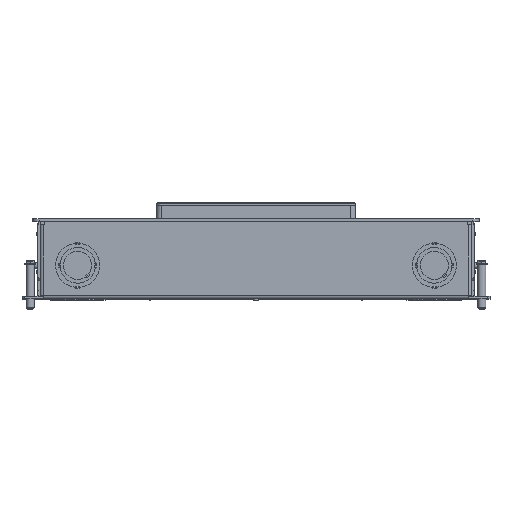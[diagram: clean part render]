
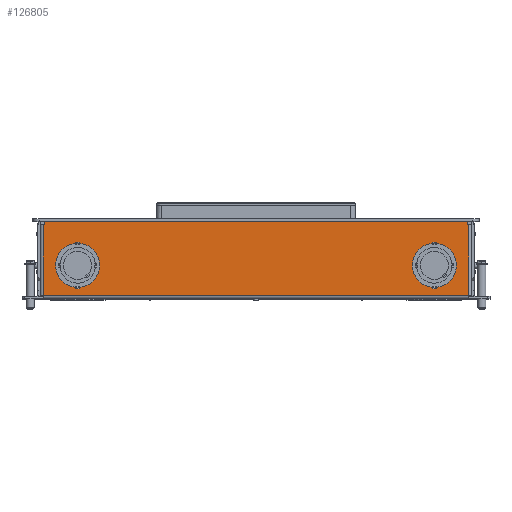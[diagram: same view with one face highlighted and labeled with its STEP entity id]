
A CAD part, top view. The second image highlights one B-rep face of the part: STEP entity #126805.
In plain terms, the highlighted planar face has unit normal (0, 0, 1).
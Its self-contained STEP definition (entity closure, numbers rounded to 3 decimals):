
#8073=FACE_BOUND('',#22871,.T.);
#8074=FACE_BOUND('',#22872,.T.);
#10142=PLANE('',#134549);
#15621=FACE_OUTER_BOUND('',#22870,.T.);
#22870=EDGE_LOOP('',(#102196,#102197,#102198,#102199,#102200,#102201,#102202,
#102203));
#22871=EDGE_LOOP('',(#102204,#102205,#102206,#102207,#102208,#102209,#102210,
#102211));
#22872=EDGE_LOOP('',(#102212,#102213,#102214,#102215,#102216,#102217,#102218,
#102219));
#30729=LINE('',#184678,#42974);
#31869=LINE('',#190621,#44114);
#31873=LINE('',#190626,#44118);
#31931=LINE('',#190943,#44176);
#31935=LINE('',#190957,#44180);
#32432=LINE('',#193884,#44677);
#32435=LINE('',#193888,#44680);
#32436=LINE('',#193892,#44681);
#32438=LINE('',#193898,#44683);
#32492=LINE('',#194186,#44737);
#32493=LINE('',#194189,#44738);
#32494=LINE('',#194190,#44739);
#42974=VECTOR('',#143686,0.394);
#44114=VECTOR('',#147464,0.394);
#44118=VECTOR('',#147470,0.394);
#44176=VECTOR('',#147744,0.394);
#44180=VECTOR('',#147764,0.394);
#44677=VECTOR('',#149491,0.394);
#44680=VECTOR('',#149496,0.394);
#44681=VECTOR('',#149501,0.394);
#44683=VECTOR('',#149511,0.394);
#44737=VECTOR('',#149763,0.394);
#44738=VECTOR('',#149766,0.394);
#44739=VECTOR('',#149767,0.394);
#52573=CIRCLE('',#133540,0.06);
#52574=CIRCLE('',#133542,0.688);
#52685=CIRCLE('',#133810,0.688);
#52686=CIRCLE('',#133812,0.06);
#52687=CIRCLE('',#133814,0.06);
#52688=CIRCLE('',#133816,0.06);
#52861=CIRCLE('',#134274,0.06);
#52862=CIRCLE('',#134276,0.688);
#52973=CIRCLE('',#134544,0.688);
#52974=CIRCLE('',#134546,0.06);
#52975=CIRCLE('',#134548,0.06);
#52976=CIRCLE('',#134550,0.06);
#56937=VERTEX_POINT('',#184675);
#56938=VERTEX_POINT('',#184677);
#56939=VERTEX_POINT('',#184681);
#58147=VERTEX_POINT('',#189686);
#58148=VERTEX_POINT('',#189695);
#58150=VERTEX_POINT('',#189705);
#58333=VERTEX_POINT('',#190619);
#58334=VERTEX_POINT('',#190620);
#58387=VERTEX_POINT('',#190876);
#58388=VERTEX_POINT('',#190878);
#58391=VERTEX_POINT('',#190892);
#58392=VERTEX_POINT('',#190903);
#58395=VERTEX_POINT('',#190920);
#58773=VERTEX_POINT('',#192955);
#58774=VERTEX_POINT('',#192957);
#58777=VERTEX_POINT('',#192975);
#58957=VERTEX_POINT('',#193882);
#58958=VERTEX_POINT('',#193883);
#58959=VERTEX_POINT('',#193890);
#59012=VERTEX_POINT('',#194143);
#59013=VERTEX_POINT('',#194145);
#59016=VERTEX_POINT('',#194159);
#59017=VERTEX_POINT('',#194170);
#59019=VERTEX_POINT('',#194187);
#71253=EDGE_CURVE('',#56937,#56938,#30729,.T.);
#73098=EDGE_CURVE('',#58147,#58148,#52573,.T.);
#73102=EDGE_CURVE('',#58148,#58150,#52574,.T.);
#73401=EDGE_CURVE('',#58333,#58334,#31869,.T.);
#73405=EDGE_CURVE('',#56938,#58333,#31873,.T.);
#73506=EDGE_CURVE('',#58387,#58388,#52685,.T.);
#73510=EDGE_CURVE('',#58150,#58391,#52686,.T.);
#73513=EDGE_CURVE('',#58392,#58387,#52687,.T.);
#73517=EDGE_CURVE('',#58388,#58395,#52688,.T.);
#73522=EDGE_CURVE('',#58392,#58391,#31931,.T.);
#73529=EDGE_CURVE('',#58395,#58147,#31935,.T.);
#74191=EDGE_CURVE('',#58774,#58773,#52861,.T.);
#74196=EDGE_CURVE('',#58773,#58777,#52862,.T.);
#74491=EDGE_CURVE('',#58957,#58958,#32432,.T.);
#74494=EDGE_CURVE('',#56939,#58957,#32435,.T.);
#74496=EDGE_CURVE('',#56937,#58959,#32436,.T.);
#74499=EDGE_CURVE('',#58959,#56939,#32438,.T.);
#74598=EDGE_CURVE('',#59013,#59012,#52973,.T.);
#74603=EDGE_CURVE('',#58777,#59016,#52974,.T.);
#74606=EDGE_CURVE('',#59017,#59013,#52975,.T.);
#74607=EDGE_CURVE('',#58334,#58958,#32492,.T.);
#74608=EDGE_CURVE('',#59012,#59019,#52976,.T.);
#74609=EDGE_CURVE('',#59019,#58774,#32493,.T.);
#74610=EDGE_CURVE('',#59017,#59016,#32494,.T.);
#102196=ORIENTED_EDGE('',*,*,#74494,.T.);
#102197=ORIENTED_EDGE('',*,*,#74491,.T.);
#102198=ORIENTED_EDGE('',*,*,#74607,.F.);
#102199=ORIENTED_EDGE('',*,*,#73401,.F.);
#102200=ORIENTED_EDGE('',*,*,#73405,.F.);
#102201=ORIENTED_EDGE('',*,*,#71253,.F.);
#102202=ORIENTED_EDGE('',*,*,#74496,.T.);
#102203=ORIENTED_EDGE('',*,*,#74499,.T.);
#102204=ORIENTED_EDGE('',*,*,#73513,.F.);
#102205=ORIENTED_EDGE('',*,*,#73522,.T.);
#102206=ORIENTED_EDGE('',*,*,#73510,.F.);
#102207=ORIENTED_EDGE('',*,*,#73102,.F.);
#102208=ORIENTED_EDGE('',*,*,#73098,.F.);
#102209=ORIENTED_EDGE('',*,*,#73529,.F.);
#102210=ORIENTED_EDGE('',*,*,#73517,.F.);
#102211=ORIENTED_EDGE('',*,*,#73506,.F.);
#102212=ORIENTED_EDGE('',*,*,#74606,.T.);
#102213=ORIENTED_EDGE('',*,*,#74598,.T.);
#102214=ORIENTED_EDGE('',*,*,#74608,.T.);
#102215=ORIENTED_EDGE('',*,*,#74609,.T.);
#102216=ORIENTED_EDGE('',*,*,#74191,.T.);
#102217=ORIENTED_EDGE('',*,*,#74196,.T.);
#102218=ORIENTED_EDGE('',*,*,#74603,.T.);
#102219=ORIENTED_EDGE('',*,*,#74610,.F.);
#126805=ADVANCED_FACE('',(#15621,#8073,#8074),#10142,.F.);
#133540=AXIS2_PLACEMENT_3D('',#189696,#146965,#146966);
#133542=AXIS2_PLACEMENT_3D('',#189706,#146971,#146972);
#133810=AXIS2_PLACEMENT_3D('',#190879,#147718,#147719);
#133812=AXIS2_PLACEMENT_3D('',#190893,#147723,#147724);
#133814=AXIS2_PLACEMENT_3D('',#190913,#147727,#147728);
#133816=AXIS2_PLACEMENT_3D('',#190933,#147731,#147732);
#134274=AXIS2_PLACEMENT_3D('',#192958,#148999,#149000);
#134276=AXIS2_PLACEMENT_3D('',#192977,#149005,#149006);
#134544=AXIS2_PLACEMENT_3D('',#194146,#149750,#149751);
#134546=AXIS2_PLACEMENT_3D('',#194168,#149755,#149756);
#134548=AXIS2_PLACEMENT_3D('',#194184,#149759,#149760);
#134549=AXIS2_PLACEMENT_3D('',#194185,#149761,#149762);
#134550=AXIS2_PLACEMENT_3D('',#194188,#149764,#149765);
#143686=DIRECTION('',(0.,1.,0.));
#146965=DIRECTION('center_axis',(0.,0.,
1.));
#146966=DIRECTION('ref_axis',(0.,-1.,0.));
#146971=DIRECTION('center_axis',(0.,0.,
1.));
#146972=DIRECTION('ref_axis',(0.,1.,0.));
#147464=DIRECTION('',(0.,1.,0.));
#147470=DIRECTION('',(1.,0.,0.));
#147718=DIRECTION('center_axis',(0.,0.,
1.));
#147719=DIRECTION('ref_axis',(0.,1.,0.));
#147723=DIRECTION('center_axis',(0.,0.,
1.));
#147724=DIRECTION('ref_axis',(0.,1.,0.));
#147727=DIRECTION('center_axis',(0.,0.,
1.));
#147728=DIRECTION('ref_axis',(0.,1.,0.));
#147731=DIRECTION('center_axis',(0.,0.,
1.));
#147732=DIRECTION('ref_axis',(0.,-1.,0.));
#147744=DIRECTION('',(-1.,0.,0.));
#147764=DIRECTION('',(-1.,0.,0.));
#148999=DIRECTION('center_axis',(0.,0.,
-1.));
#149000=DIRECTION('ref_axis',(0.,-1.,0.));
#149005=DIRECTION('center_axis',(0.,0.,
-1.));
#149006=DIRECTION('ref_axis',(0.,1.,0.));
#149491=DIRECTION('',(0.,1.,0.));
#149496=DIRECTION('',(-1.,0.,0.));
#149501=DIRECTION('',(1.,0.,0.));
#149511=DIRECTION('',(0.,1.,0.));
#149750=DIRECTION('center_axis',(0.,0.,
-1.));
#149751=DIRECTION('ref_axis',(0.,1.,0.));
#149755=DIRECTION('center_axis',(0.,0.,
-1.));
#149756=DIRECTION('ref_axis',(0.,1.,0.));
#149759=DIRECTION('center_axis',(0.,0.,
-1.));
#149760=DIRECTION('ref_axis',(0.,1.,0.));
#149761=DIRECTION('center_axis',(0.,0.,
-1.));
#149762=DIRECTION('ref_axis',(1.,0.,0.));
#149763=DIRECTION('',(1.,0.,0.));
#149764=DIRECTION('center_axis',(0.,0.,
-1.));
#149765=DIRECTION('ref_axis',(0.,-1.,0.));
#149766=DIRECTION('',(1.,0.,0.));
#149767=DIRECTION('',(1.,0.,0.));
#184675=CARTESIAN_POINT('',(-6.623,0.101,5.45));
#184677=CARTESIAN_POINT('',(-6.623,2.309,5.45));
#184678=CARTESIAN_POINT('',(-6.623,0.654,5.45));
#184681=CARTESIAN_POINT('',(6.623,2.309,5.45));
#189686=CARTESIAN_POINT('',(-5.601,1.766,5.45));
#189695=CARTESIAN_POINT('',(-5.615,1.725,5.45));
#189696=CARTESIAN_POINT('Origin',(-5.555,1.728,5.45));
#189705=CARTESIAN_POINT('',(-5.615,0.355,5.45));
#189706=CARTESIAN_POINT('Origin',(-5.555,1.04,5.45));
#190619=CARTESIAN_POINT('',(-6.587,2.309,5.45));
#190620=CARTESIAN_POINT('',(-6.587,2.41,5.45));
#190621=CARTESIAN_POINT('',(-6.587,1.758,5.45));
#190626=CARTESIAN_POINT('',(-5.043,2.309,5.45));
#190876=CARTESIAN_POINT('',(-5.495,0.355,5.45));
#190878=CARTESIAN_POINT('',(-5.495,1.725,5.45));
#190879=CARTESIAN_POINT('Origin',(-5.555,1.04,5.45));
#190892=CARTESIAN_POINT('',(-5.601,0.315,5.45));
#190893=CARTESIAN_POINT('Origin',(-5.555,0.353,5.45));
#190903=CARTESIAN_POINT('',(-5.509,0.315,5.45));
#190913=CARTESIAN_POINT('Origin',(-5.555,0.353,5.45));
#190920=CARTESIAN_POINT('',(-5.509,1.766,5.45));
#190933=CARTESIAN_POINT('Origin',(-5.555,1.728,5.45));
#190943=CARTESIAN_POINT('',(-5.555,0.315,5.45));
#190957=CARTESIAN_POINT('',(-5.555,1.766,5.45));
#192955=CARTESIAN_POINT('',(5.615,1.725,5.45));
#192957=CARTESIAN_POINT('',(5.601,1.766,5.45));
#192958=CARTESIAN_POINT('Origin',(5.555,1.728,5.45));
#192975=CARTESIAN_POINT('',(5.615,0.355,5.45));
#192977=CARTESIAN_POINT('Origin',(5.555,1.04,5.45));
#193882=CARTESIAN_POINT('',(6.587,2.309,5.45));
#193883=CARTESIAN_POINT('',(6.587,2.41,5.45));
#193884=CARTESIAN_POINT('',(6.587,1.758,5.45));
#193888=CARTESIAN_POINT('',(5.043,2.309,5.45));
#193890=CARTESIAN_POINT('',(6.623,0.101,5.45));
#193892=CARTESIAN_POINT('',(3.362,0.101,5.45));
#193898=CARTESIAN_POINT('',(6.623,0.654,5.45));
#194143=CARTESIAN_POINT('',(5.495,1.725,5.45));
#194145=CARTESIAN_POINT('',(5.495,0.355,5.45));
#194146=CARTESIAN_POINT('Origin',(5.555,1.04,5.45));
#194159=CARTESIAN_POINT('',(5.601,0.315,5.45));
#194168=CARTESIAN_POINT('Origin',(5.555,0.353,5.45));
#194170=CARTESIAN_POINT('',(5.509,0.315,5.45));
#194184=CARTESIAN_POINT('Origin',(5.555,0.353,5.45));
#194185=CARTESIAN_POINT('Origin',(3.362,1.207,5.45));
#194186=CARTESIAN_POINT('',(-0.365,2.41,5.45));
#194187=CARTESIAN_POINT('',(5.509,1.766,5.45));
#194188=CARTESIAN_POINT('Origin',(5.555,1.728,5.45));
#194189=CARTESIAN_POINT('',(5.555,1.766,5.45));
#194190=CARTESIAN_POINT('',(5.555,0.315,5.45));
